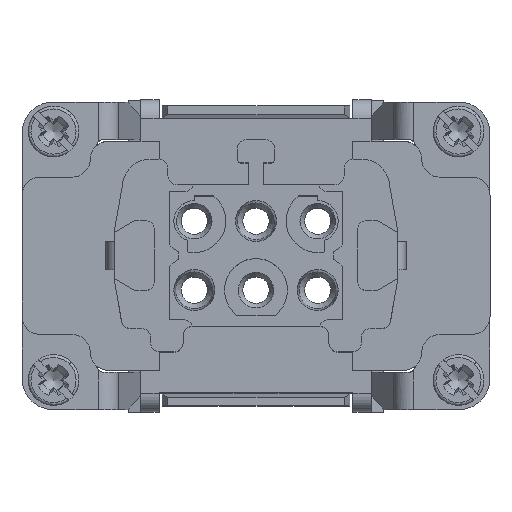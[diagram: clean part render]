
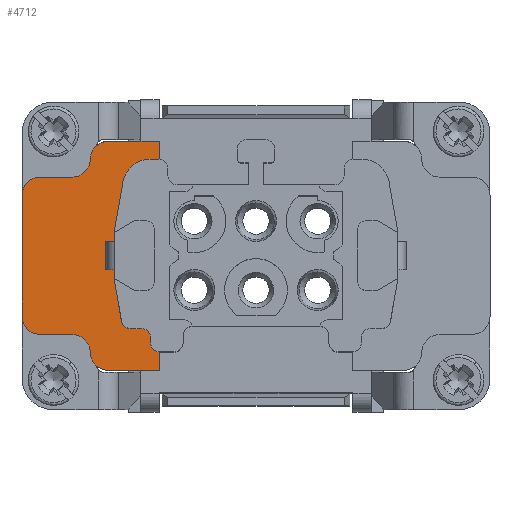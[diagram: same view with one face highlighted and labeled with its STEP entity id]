
A CAD part, top view. The second image highlights one B-rep face of the part: STEP entity #4712.
In plain terms, the highlighted planar face has unit normal (0, 0, 1).
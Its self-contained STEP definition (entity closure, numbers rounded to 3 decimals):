
#3692=PLANE('',#27319);
#4712=ADVANCED_FACE('',(#6073),#3692,.T.);
#6073=FACE_OUTER_BOUND('',#7120,.T.);
#7120=EDGE_LOOP('',(#9435,#9436,#9437,#9438,#9439,#9440,#9441,#9442,#9443,
#9444,#9445,#9446,#9447,#9448,#9449,#9450,#9451,#9452,#9453,#9454,#9455,
#9456,#9457,#9458,#9459,#9460,#9461,#9462));
#8392=CIRCLE('',#27308,3.);
#8393=CIRCLE('',#27309,1.);
#8394=CIRCLE('',#27310,2.);
#8395=CIRCLE('',#27311,2.);
#8396=CIRCLE('',#27312,2.);
#8397=CIRCLE('',#27313,2.);
#8398=CIRCLE('',#27314,2.);
#8399=CIRCLE('',#27315,2.);
#8400=CIRCLE('',#27316,1.);
#8401=CIRCLE('',#27317,1.);
#8402=CIRCLE('',#27318,1.);
#9435=ORIENTED_EDGE('',*,*,#18026,.F.);
#9436=ORIENTED_EDGE('',*,*,#18027,.T.);
#9437=ORIENTED_EDGE('',*,*,#18006,.F.);
#9438=ORIENTED_EDGE('',*,*,#18028,.F.);
#9439=ORIENTED_EDGE('',*,*,#18029,.F.);
#9440=ORIENTED_EDGE('',*,*,#18030,.F.);
#9441=ORIENTED_EDGE('',*,*,#18031,.F.);
#9442=ORIENTED_EDGE('',*,*,#18032,.T.);
#9443=ORIENTED_EDGE('',*,*,#18033,.T.);
#9444=ORIENTED_EDGE('',*,*,#18034,.F.);
#9445=ORIENTED_EDGE('',*,*,#18035,.F.);
#9446=ORIENTED_EDGE('',*,*,#18036,.F.);
#9447=ORIENTED_EDGE('',*,*,#18037,.F.);
#9448=ORIENTED_EDGE('',*,*,#18038,.F.);
#9449=ORIENTED_EDGE('',*,*,#18039,.F.);
#9450=ORIENTED_EDGE('',*,*,#18040,.F.);
#9451=ORIENTED_EDGE('',*,*,#18041,.F.);
#9452=ORIENTED_EDGE('',*,*,#18042,.F.);
#9453=ORIENTED_EDGE('',*,*,#18043,.F.);
#9454=ORIENTED_EDGE('',*,*,#18044,.T.);
#9455=ORIENTED_EDGE('',*,*,#18045,.F.);
#9456=ORIENTED_EDGE('',*,*,#18046,.F.);
#9457=ORIENTED_EDGE('',*,*,#18047,.F.);
#9458=ORIENTED_EDGE('',*,*,#18048,.F.);
#9459=ORIENTED_EDGE('',*,*,#18049,.F.);
#9460=ORIENTED_EDGE('',*,*,#18050,.F.);
#9461=ORIENTED_EDGE('',*,*,#18010,.F.);
#9462=ORIENTED_EDGE('',*,*,#18051,.T.);
#15800=VERTEX_POINT('',#38853);
#15801=VERTEX_POINT('',#38854);
#15804=VERTEX_POINT('',#38860);
#15805=VERTEX_POINT('',#38862);
#15820=VERTEX_POINT('',#38895);
#15821=VERTEX_POINT('',#38896);
#15822=VERTEX_POINT('',#38899);
#15823=VERTEX_POINT('',#38901);
#15824=VERTEX_POINT('',#38903);
#15825=VERTEX_POINT('',#38905);
#15826=VERTEX_POINT('',#38907);
#15827=VERTEX_POINT('',#38909);
#15828=VERTEX_POINT('',#38911);
#15829=VERTEX_POINT('',#38913);
#15830=VERTEX_POINT('',#38915);
#15831=VERTEX_POINT('',#38917);
#15832=VERTEX_POINT('',#38919);
#15833=VERTEX_POINT('',#38921);
#15834=VERTEX_POINT('',#38923);
#15835=VERTEX_POINT('',#38925);
#15836=VERTEX_POINT('',#38927);
#15837=VERTEX_POINT('',#38929);
#15838=VERTEX_POINT('',#38931);
#15839=VERTEX_POINT('',#38933);
#15840=VERTEX_POINT('',#38935);
#15841=VERTEX_POINT('',#38937);
#15842=VERTEX_POINT('',#38939);
#15843=VERTEX_POINT('',#38941);
#18006=EDGE_CURVE('',#15800,#15801,#22348,.T.);
#18010=EDGE_CURVE('',#15804,#15805,#22352,.T.);
#18026=EDGE_CURVE('',#15820,#15821,#22368,.T.);
#18027=EDGE_CURVE('',#15820,#15801,#22369,.T.);
#18028=EDGE_CURVE('',#15822,#15800,#22370,.T.);
#18029=EDGE_CURVE('',#15823,#15822,#8392,.T.);
#18030=EDGE_CURVE('',#15824,#15823,#22371,.T.);
#18031=EDGE_CURVE('',#15825,#15824,#8393,.T.);
#18032=EDGE_CURVE('',#15825,#15826,#22372,.T.);
#18033=EDGE_CURVE('',#15826,#15827,#22373,.T.);
#18034=EDGE_CURVE('',#15828,#15827,#8394,.T.);
#18035=EDGE_CURVE('',#15829,#15828,#8395,.T.);
#18036=EDGE_CURVE('',#15830,#15829,#22374,.T.);
#18037=EDGE_CURVE('',#15831,#15830,#8396,.T.);
#18038=EDGE_CURVE('',#15832,#15831,#22375,.T.);
#18039=EDGE_CURVE('',#15833,#15832,#8397,.T.);
#18040=EDGE_CURVE('',#15834,#15833,#22376,.T.);
#18041=EDGE_CURVE('',#15835,#15834,#8398,.T.);
#18042=EDGE_CURVE('',#15836,#15835,#8399,.T.);
#18043=EDGE_CURVE('',#15837,#15836,#22377,.T.);
#18044=EDGE_CURVE('',#15837,#15838,#22378,.T.);
#18045=EDGE_CURVE('',#15839,#15838,#8400,.T.);
#18046=EDGE_CURVE('',#15840,#15839,#22379,.T.);
#18047=EDGE_CURVE('',#15841,#15840,#8401,.T.);
#18048=EDGE_CURVE('',#15842,#15841,#22380,.T.);
#18049=EDGE_CURVE('',#15843,#15842,#8402,.T.);
#18050=EDGE_CURVE('',#15805,#15843,#22381,.T.);
#18051=EDGE_CURVE('',#15804,#15821,#22382,.T.);
#22348=LINE('',#38852,#24320);
#22352=LINE('',#38861,#24324);
#22368=LINE('',#38894,#24340);
#22369=LINE('',#38897,#24341);
#22370=LINE('',#38898,#24342);
#22371=LINE('',#38902,#24343);
#22372=LINE('',#38906,#24344);
#22373=LINE('',#38908,#24345);
#22374=LINE('',#38914,#24346);
#22375=LINE('',#38918,#24347);
#22376=LINE('',#38922,#24348);
#22377=LINE('',#38928,#24349);
#22378=LINE('',#38930,#24350);
#22379=LINE('',#38934,#24351);
#22380=LINE('',#38938,#24352);
#22381=LINE('',#38942,#24353);
#22382=LINE('',#38943,#24354);
#24320=VECTOR('',#29218,1.);
#24324=VECTOR('',#29222,1.);
#24340=VECTOR('',#29242,1.);
#24341=VECTOR('',#29243,1.);
#24342=VECTOR('',#29244,1.);
#24343=VECTOR('',#29247,1.);
#24344=VECTOR('',#29250,1.);
#24345=VECTOR('',#29251,1.);
#24346=VECTOR('',#29256,1.);
#24347=VECTOR('',#29259,1.);
#24348=VECTOR('',#29262,1.);
#24349=VECTOR('',#29267,1.);
#24350=VECTOR('',#29268,1.);
#24351=VECTOR('',#29271,1.);
#24352=VECTOR('',#29274,1.);
#24353=VECTOR('',#29277,1.);
#24354=VECTOR('',#29278,1.);
#27308=AXIS2_PLACEMENT_3D('',#38900,#29245,#29246);
#27309=AXIS2_PLACEMENT_3D('',#38904,#29248,#29249);
#27310=AXIS2_PLACEMENT_3D('',#38910,#29252,#29253);
#27311=AXIS2_PLACEMENT_3D('',#38912,#29254,#29255);
#27312=AXIS2_PLACEMENT_3D('',#38916,#29257,#29258);
#27313=AXIS2_PLACEMENT_3D('',#38920,#29260,#29261);
#27314=AXIS2_PLACEMENT_3D('',#38924,#29263,#29264);
#27315=AXIS2_PLACEMENT_3D('',#38926,#29265,#29266);
#27316=AXIS2_PLACEMENT_3D('',#38932,#29269,#29270);
#27317=AXIS2_PLACEMENT_3D('',#38936,#29272,#29273);
#27318=AXIS2_PLACEMENT_3D('',#38940,#29275,#29276);
#27319=AXIS2_PLACEMENT_3D('',#38944,#29279,#29280);
#29218=DIRECTION('',(0.,-1.,0.));
#29222=DIRECTION('',(0.,-1.,0.));
#29242=DIRECTION('',(0.,-1.,0.));
#29243=DIRECTION('',(1.,0.,0.));
#29244=DIRECTION('',(-0.174,-0.985,0.));
#29245=DIRECTION('',(0.,0.,1.));
#29246=DIRECTION('',(1.,0.,0.));
#29247=DIRECTION('',(-1.,0.,0.));
#29248=DIRECTION('',(0.,0.,1.));
#29249=DIRECTION('',(1.,0.,0.));
#29250=DIRECTION('',(0.,1.,0.));
#29251=DIRECTION('',(-1.,0.,0.));
#29252=DIRECTION('',(0.,0.,-1.));
#29253=DIRECTION('',(1.,0.,0.));
#29254=DIRECTION('',(0.,0.,1.));
#29255=DIRECTION('',(1.,0.,0.));
#29256=DIRECTION('',(1.,0.,0.));
#29257=DIRECTION('',(0.,0.,-1.));
#29258=DIRECTION('',(1.,0.,0.));
#29259=DIRECTION('',(0.,1.,0.));
#29260=DIRECTION('',(0.,0.,-1.));
#29261=DIRECTION('',(1.,0.,0.));
#29262=DIRECTION('',(-1.,0.,0.));
#29263=DIRECTION('',(0.,0.,1.));
#29264=DIRECTION('',(1.,0.,0.));
#29265=DIRECTION('',(0.,0.,-1.));
#29266=DIRECTION('',(1.,0.,0.));
#29267=DIRECTION('',(-1.,0.,0.));
#29268=DIRECTION('',(0.,1.,0.));
#29269=DIRECTION('',(0.,0.,1.));
#29270=DIRECTION('',(1.,0.,0.));
#29271=DIRECTION('',(0.,-1.,0.));
#29272=DIRECTION('',(0.,0.,-1.));
#29273=DIRECTION('',(1.,0.,0.));
#29274=DIRECTION('',(1.,0.,0.));
#29275=DIRECTION('',(0.,0.,1.));
#29276=DIRECTION('',(1.,0.,0.));
#29277=DIRECTION('',(0.174,-0.985,0.));
#29278=DIRECTION('',(-1.,0.,0.));
#29279=DIRECTION('',(0.,0.,1.));
#29280=DIRECTION('',(1.,0.,0.));
#38852=CARTESIAN_POINT('',(-15.425,0.,3.95));
#38853=CARTESIAN_POINT('',(-15.425,2.5,3.95));
#38854=CARTESIAN_POINT('',(-15.425,1.525,3.95));
#38860=CARTESIAN_POINT('',(-15.425,-1.525,3.95));
#38861=CARTESIAN_POINT('',(-15.425,0.,3.95));
#38862=CARTESIAN_POINT('',(-15.425,-2.5,3.95));
#38894=CARTESIAN_POINT('',(-16.3,0.,3.95));
#38895=CARTESIAN_POINT('',(-16.3,1.525,3.95));
#38896=CARTESIAN_POINT('',(-16.3,-1.525,3.95));
#38897=CARTESIAN_POINT('',(0.,1.525,3.95));
#38898=CARTESIAN_POINT('',(-15.387,2.713,3.95));
#38899=CARTESIAN_POINT('',(-14.456,7.996,3.95));
#38900=CARTESIAN_POINT('',(-11.501,7.475,3.95));
#38901=CARTESIAN_POINT('',(-11.501,10.475,3.95));
#38902=CARTESIAN_POINT('',(0.,10.475,3.95));
#38903=CARTESIAN_POINT('',(-10.575,10.475,3.95));
#38904=CARTESIAN_POINT('',(-10.575,9.475,3.95));
#38905=CARTESIAN_POINT('',(-10.525,10.474,3.95));
#38906=CARTESIAN_POINT('',(-10.525,-12.45,3.95));
#38907=CARTESIAN_POINT('',(-10.525,12.45,3.95));
#38908=CARTESIAN_POINT('',(-14.875,12.45,3.95));
#38909=CARTESIAN_POINT('',(-16.,12.45,3.95));
#38910=CARTESIAN_POINT('',(-16.,10.45,3.95));
#38911=CARTESIAN_POINT('',(-17.999,10.5,3.95));
#38912=CARTESIAN_POINT('',(-19.999,10.55,3.95));
#38913=CARTESIAN_POINT('',(-19.999,8.55,3.95));
#38914=CARTESIAN_POINT('',(0.,8.55,3.95));
#38915=CARTESIAN_POINT('',(-23.425,8.55,3.95));
#38916=CARTESIAN_POINT('',(-23.425,6.55,3.95));
#38917=CARTESIAN_POINT('',(-25.425,6.55,3.95));
#38918=CARTESIAN_POINT('',(-25.425,0.,3.95));
#38919=CARTESIAN_POINT('',(-25.425,-6.55,3.95));
#38920=CARTESIAN_POINT('',(-23.425,-6.55,3.95));
#38921=CARTESIAN_POINT('',(-23.425,-8.55,3.95));
#38922=CARTESIAN_POINT('',(0.,-8.55,3.95));
#38923=CARTESIAN_POINT('',(-19.999,-8.55,3.95));
#38924=CARTESIAN_POINT('',(-19.999,-10.55,3.95));
#38925=CARTESIAN_POINT('',(-17.999,-10.5,3.95));
#38926=CARTESIAN_POINT('',(-16.,-10.45,3.95));
#38927=CARTESIAN_POINT('',(-16.,-12.45,3.95));
#38928=CARTESIAN_POINT('',(0.,-12.45,3.95));
#38929=CARTESIAN_POINT('',(-10.525,-12.45,3.95));
#38930=CARTESIAN_POINT('',(-10.525,-12.45,3.95));
#38931=CARTESIAN_POINT('',(-10.525,-10.472,3.95));
#38932=CARTESIAN_POINT('',(-10.45,-9.475,3.95));
#38933=CARTESIAN_POINT('',(-11.45,-9.475,3.95));
#38934=CARTESIAN_POINT('',(-11.45,0.,3.95));
#38935=CARTESIAN_POINT('',(-11.45,-8.925,3.95));
#38936=CARTESIAN_POINT('',(-12.45,-8.925,3.95));
#38937=CARTESIAN_POINT('',(-12.45,-7.925,3.95));
#38938=CARTESIAN_POINT('',(0.,-7.925,3.95));
#38939=CARTESIAN_POINT('',(-13.629,-7.925,3.95));
#38940=CARTESIAN_POINT('',(-13.629,-6.925,3.95));
#38941=CARTESIAN_POINT('',(-14.614,-7.099,3.95));
#38942=CARTESIAN_POINT('',(-15.387,-2.713,3.95));
#38943=CARTESIAN_POINT('',(0.,-1.525,3.95));
#38944=CARTESIAN_POINT('',(0.,0.,3.95));
